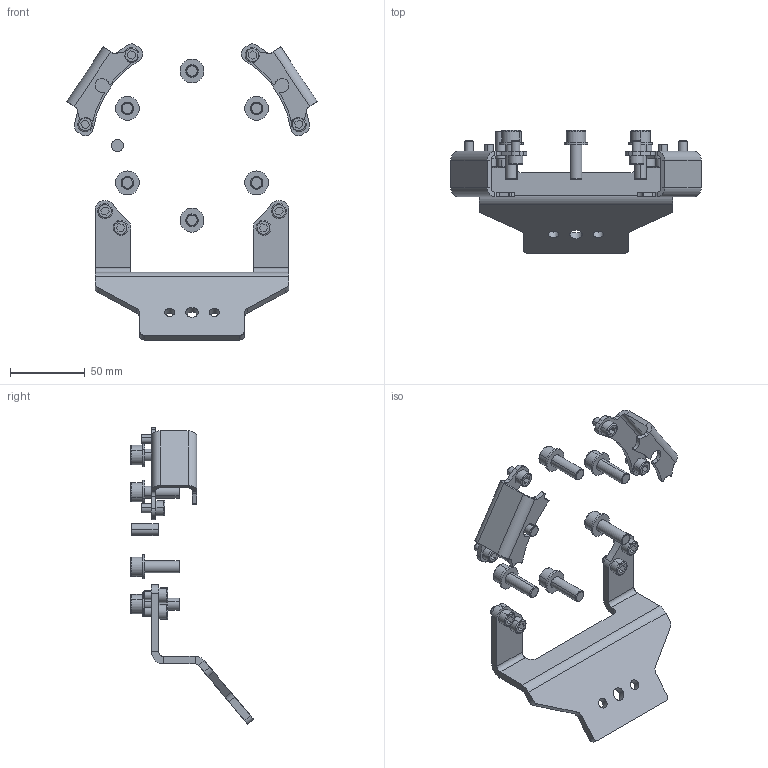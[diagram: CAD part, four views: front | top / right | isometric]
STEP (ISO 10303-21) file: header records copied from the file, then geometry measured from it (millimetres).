
FILE_DESCRIPTION (( 'STEP AP203' ), '1' );
FILE_NAME ('P5214.STEP', '2020-03-05T14:55:03', ( '' ), ( '' ), 'SwSTEP 2.0', 'SolidWorks 2019', '' );
FILE_SCHEMA (( 'CONFIG_CONTROL_DESIGN' ));
Length unit declared in the file: millimetre
Products named in the file (1): P5214
Bounding box: 167.82 x 82.35 x 198.47 mm (x, y, z)
Volume: 86086.7 mm3; surface area: 52036.5 mm2
Topology: 24 solids, 24 shells, 468 faces, 1064 edges, 672 vertices
Faces by surface type: plane 226, cylinder 186, cone 28, torus 28
Entity records: 13247 total; most frequent: DIRECTION 2458, CARTESIAN_POINT 2205, ORIENTED_EDGE 2128, EDGE_CURVE 1064, AXIS2_PLACEMENT_3D 925, VERTEX_POINT 672, LINE 608, VECTOR 608
